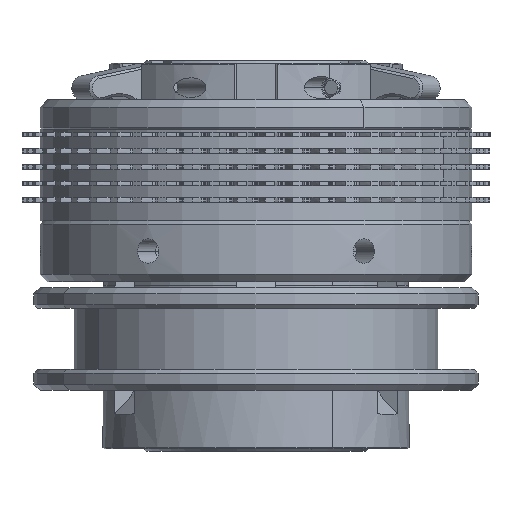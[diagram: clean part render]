
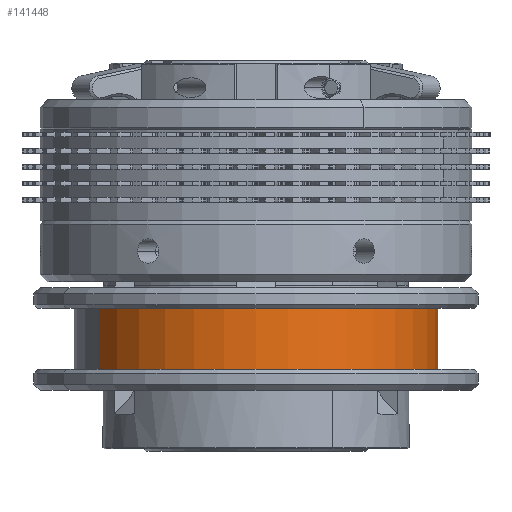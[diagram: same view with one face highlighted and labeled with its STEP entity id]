
A CAD part, front view. The second image highlights one B-rep face of the part: STEP entity #141448.
In plain terms, the highlighted cylindrical face has radius 74.5 mm (diameter 149 mm), a partial arc.
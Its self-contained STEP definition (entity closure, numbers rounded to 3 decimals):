
#8786 = CARTESIAN_POINT ( 'NONE',  ( -64.62, -45.966, -13.77 ) ) ;
#8788 = DIRECTION ( 'NONE',  ( 0., 0., 1. ) ) ;
#8789 = VECTOR ( 'NONE', #8788, 1000. ) ;
#8790 = CARTESIAN_POINT ( 'NONE',  ( -64.62, -45.966, -38.77 ) ) ;
#8791 = LINE ( 'NONE', #8790, #8789 ) ;
#9058 = CARTESIAN_POINT ( 'NONE',  ( -64.62, -45.966, -38.77 ) ) ;
#9059 = CARTESIAN_POINT ( 'NONE',  ( 64.418, 28.534, -38.77 ) ) ;
#9098 = LINE ( 'NONE', #9138, #9137 ) ;
#9102 = CARTESIAN_POINT ( 'NONE',  ( 64.418, 28.534, -13.77 ) ) ;
#9136 = DIRECTION ( 'NONE',  ( 0., 0., 1. ) ) ;
#9137 = VECTOR ( 'NONE', #9136, 1000. ) ;
#9138 = CARTESIAN_POINT ( 'NONE',  ( 64.418, 28.534, -38.77 ) ) ;
#59038 = DIRECTION ( 'NONE',  ( 0.866, 0.5, 0. ) ) ;
#59041 = DIRECTION ( 'NONE',  ( 0., 0., 1. ) ) ;
#59043 = AXIS2_PLACEMENT_3D ( 'NONE', #59055, #59041, #59038 ) ;
#59055 = CARTESIAN_POINT ( 'NONE',  ( -0.101, -8.716, -38.77 ) ) ;
#59057 = CYLINDRICAL_SURFACE ( 'NONE', #59043, 74.5 ) ;
#59059 = FACE_OUTER_BOUND ( 'NONE', #141453, .T. ) ;
#59222 = DIRECTION ( 'NONE',  ( 0.866, 0.5, 0. ) ) ;
#59223 = DIRECTION ( 'NONE',  ( 0., 0., 1. ) ) ;
#59225 = CARTESIAN_POINT ( 'NONE',  ( -0.101, -8.716, -13.77 ) ) ;
#59227 = AXIS2_PLACEMENT_3D ( 'NONE', #59225, #59223, #59222 ) ;
#59229 = CIRCLE ( 'NONE', #59227, 74.5 ) ;
#59935 = DIRECTION ( 'NONE',  ( 0.866, 0.5, 0. ) ) ;
#59938 = DIRECTION ( 'NONE',  ( 0., 0., 1. ) ) ;
#59941 = CARTESIAN_POINT ( 'NONE',  ( -0.101, -8.716, -38.77 ) ) ;
#59943 = AXIS2_PLACEMENT_3D ( 'NONE', #59941, #59938, #59935 ) ;
#59999 = CIRCLE ( 'NONE', #59943, 74.5 ) ;
#127719 = VERTEX_POINT ( 'NONE', #9059 ) ;
#127721 = VERTEX_POINT ( 'NONE', #9058 ) ;
#127729 = EDGE_CURVE ( 'NONE', #127721, #127731, #8791, .T. ) ;
#127731 = VERTEX_POINT ( 'NONE', #8786 ) ;
#127737 = VERTEX_POINT ( 'NONE', #9102 ) ;
#127742 = EDGE_CURVE ( 'NONE', #127719, #127737, #9098, .T. ) ;
#141448 = ADVANCED_FACE ( 'NONE', ( #59059 ), #59057, .T. ) ;
#141453 = EDGE_LOOP ( 'NONE', ( #141631, #141633, #141638, #141517 ) ) ;
#141517 = ORIENTED_EDGE ( 'NONE', *, *, #141518, .F. ) ;
#141518 = EDGE_CURVE ( 'NONE', #127731, #127737, #59229, .T. ) ;
#141631 = ORIENTED_EDGE ( 'NONE', *, *, #127729, .F. ) ;
#141633 = ORIENTED_EDGE ( 'NONE', *, *, #141634, .T. ) ;
#141634 = EDGE_CURVE ( 'NONE', #127721, #127719, #59999, .T. ) ;
#141638 = ORIENTED_EDGE ( 'NONE', *, *, #127742, .T. ) ;
